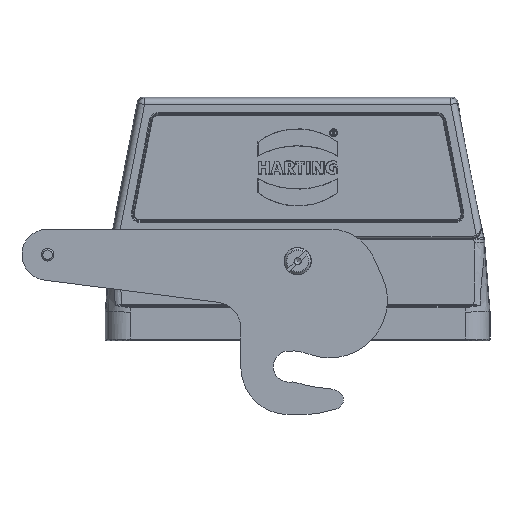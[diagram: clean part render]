
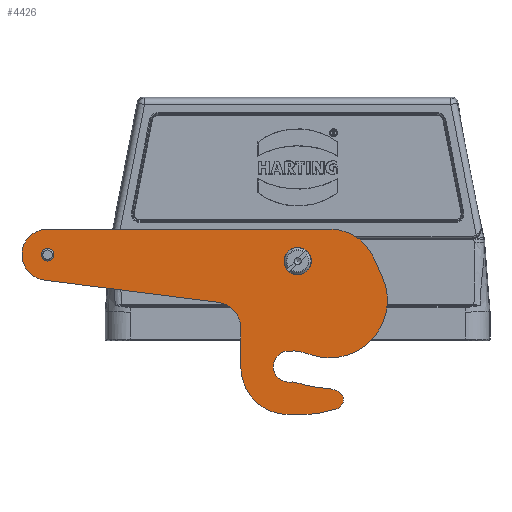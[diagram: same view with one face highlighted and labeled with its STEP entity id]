
A CAD part, front view. The second image highlights one B-rep face of the part: STEP entity #4426.
In plain terms, the highlighted planar face has unit normal (0, -1, 0).
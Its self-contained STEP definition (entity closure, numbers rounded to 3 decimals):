
#3872=FACE_BOUND('',#5750,.T.);
#3873=FACE_BOUND('',#5751,.T.);
#3874=FACE_BOUND('',#5752,.T.);
#4426=ADVANCED_FACE('',(#3872,#3873,#3874),#4655,.F.);
#4655=PLANE('',#13852);
#5750=EDGE_LOOP('',(#9583));
#5751=EDGE_LOOP('',(#9584,#9585,#9586,#9587,#9588,#9589,#9590,#9591,#9592,
#9593,#9594,#9595,#9596,#9597,#9598,#9599));
#5752=EDGE_LOOP('',(#9600));
#6467=LINE('',#22484,#7071);
#6468=LINE('',#22489,#7072);
#6469=LINE('',#22493,#7073);
#6470=LINE('',#22513,#7074);
#7071=VECTOR('',#16282,1.);
#7072=VECTOR('',#16285,1.);
#7073=VECTOR('',#16288,1.);
#7074=VECTOR('',#16307,1.);
#9583=ORIENTED_EDGE('',*,*,#11879,.T.);
#9584=ORIENTED_EDGE('',*,*,#11880,.F.);
#9585=ORIENTED_EDGE('',*,*,#11881,.F.);
#9586=ORIENTED_EDGE('',*,*,#11882,.F.);
#9587=ORIENTED_EDGE('',*,*,#11883,.F.);
#9588=ORIENTED_EDGE('',*,*,#11884,.F.);
#9589=ORIENTED_EDGE('',*,*,#11885,.F.);
#9590=ORIENTED_EDGE('',*,*,#11886,.F.);
#9591=ORIENTED_EDGE('',*,*,#11887,.F.);
#9592=ORIENTED_EDGE('',*,*,#11888,.F.);
#9593=ORIENTED_EDGE('',*,*,#11889,.F.);
#9594=ORIENTED_EDGE('',*,*,#11890,.F.);
#9595=ORIENTED_EDGE('',*,*,#11891,.F.);
#9596=ORIENTED_EDGE('',*,*,#11892,.F.);
#9597=ORIENTED_EDGE('',*,*,#11893,.F.);
#9598=ORIENTED_EDGE('',*,*,#11894,.F.);
#9599=ORIENTED_EDGE('',*,*,#11895,.F.);
#9600=ORIENTED_EDGE('',*,*,#11896,.T.);
#10572=VERTEX_POINT('',#22483);
#10573=VERTEX_POINT('',#22485);
#10574=VERTEX_POINT('',#22486);
#10575=VERTEX_POINT('',#22488);
#10576=VERTEX_POINT('',#22490);
#10577=VERTEX_POINT('',#22492);
#10578=VERTEX_POINT('',#22494);
#10579=VERTEX_POINT('',#22496);
#10580=VERTEX_POINT('',#22498);
#10581=VERTEX_POINT('',#22500);
#10582=VERTEX_POINT('',#22502);
#10583=VERTEX_POINT('',#22504);
#10584=VERTEX_POINT('',#22506);
#10585=VERTEX_POINT('',#22508);
#10586=VERTEX_POINT('',#22510);
#10587=VERTEX_POINT('',#22512);
#10588=VERTEX_POINT('',#22514);
#10589=VERTEX_POINT('',#22517);
#11879=EDGE_CURVE('',#10572,#10572,#12339,.T.);
#11880=EDGE_CURVE('',#10573,#10574,#6467,.T.);
#11881=EDGE_CURVE('',#10575,#10573,#12340,.T.);
#11882=EDGE_CURVE('',#10576,#10575,#6468,.T.);
#11883=EDGE_CURVE('',#10577,#10576,#12341,.T.);
#11884=EDGE_CURVE('',#10578,#10577,#6469,.T.);
#11885=EDGE_CURVE('',#10579,#10578,#12342,.T.);
#11886=EDGE_CURVE('',#10580,#10579,#12343,.T.);
#11887=EDGE_CURVE('',#10581,#10580,#12344,.T.);
#11888=EDGE_CURVE('',#10582,#10581,#12345,.T.);
#11889=EDGE_CURVE('',#10583,#10582,#12346,.T.);
#11890=EDGE_CURVE('',#10584,#10583,#12347,.T.);
#11891=EDGE_CURVE('',#10585,#10584,#12348,.T.);
#11892=EDGE_CURVE('',#10586,#10585,#12349,.T.);
#11893=EDGE_CURVE('',#10587,#10586,#12350,.T.);
#11894=EDGE_CURVE('',#10588,#10587,#6470,.T.);
#11895=EDGE_CURVE('',#10574,#10588,#12351,.T.);
#11896=EDGE_CURVE('',#10589,#10589,#12352,.T.);
#12339=CIRCLE('',#13838,2.8);
#12340=CIRCLE('',#13839,8.);
#12341=CIRCLE('',#13840,8.);
#12342=CIRCLE('',#13841,15.);
#12343=CIRCLE('',#13842,40.);
#12344=CIRCLE('',#13843,3.);
#12345=CIRCLE('',#13844,15.);
#12346=CIRCLE('',#13845,34.981);
#12347=CIRCLE('',#13846,5.);
#12348=CIRCLE('',#13847,4.85);
#12349=CIRCLE('',#13848,15.);
#12350=CIRCLE('',#13849,18.);
#12351=CIRCLE('',#13850,15.);
#12352=CIRCLE('',#13851,1.975);
#13838=AXIS2_PLACEMENT_3D('',#22482,#16280,#16281);
#13839=AXIS2_PLACEMENT_3D('',#22487,#16283,#16284);
#13840=AXIS2_PLACEMENT_3D('',#22491,#16286,#16287);
#13841=AXIS2_PLACEMENT_3D('',#22495,#16289,#16290);
#13842=AXIS2_PLACEMENT_3D('',#22497,#16291,#16292);
#13843=AXIS2_PLACEMENT_3D('',#22499,#16293,#16294);
#13844=AXIS2_PLACEMENT_3D('',#22501,#16295,#16296);
#13845=AXIS2_PLACEMENT_3D('',#22503,#16297,#16298);
#13846=AXIS2_PLACEMENT_3D('',#22505,#16299,#16300);
#13847=AXIS2_PLACEMENT_3D('',#22507,#16301,#16302);
#13848=AXIS2_PLACEMENT_3D('',#22509,#16303,#16304);
#13849=AXIS2_PLACEMENT_3D('',#22511,#16305,#16306);
#13850=AXIS2_PLACEMENT_3D('',#22515,#16308,#16309);
#13851=AXIS2_PLACEMENT_3D('',#22516,#16310,#16311);
#13852=AXIS2_PLACEMENT_3D('',#22518,#16312,#16313);
#16280=DIRECTION('',(0.,1.,0.));
#16281=DIRECTION('',(-1.,0.,0.));
#16282=DIRECTION('',(1.,0.,0.));
#16283=DIRECTION('',(0.,1.,0.));
#16284=DIRECTION('',(-1.,0.,0.));
#16285=DIRECTION('',(-0.992,0.,0.127));
#16286=DIRECTION('',(0.,-1.,0.));
#16287=DIRECTION('',(0.127,0.,0.992));
#16288=DIRECTION('',(0.,0.,1.));
#16289=DIRECTION('',(0.,1.,0.));
#16290=DIRECTION('',(-0.104,0.,-0.995));
#16291=DIRECTION('',(0.,1.,0.));
#16292=DIRECTION('',(0.31,0.,-0.951));
#16293=DIRECTION('',(0.,1.,0.));
#16294=DIRECTION('',(0.318,0.,0.948));
#16295=DIRECTION('',(0.,1.,0.));
#16296=DIRECTION('',(0.064,0.,0.998));
#16297=DIRECTION('',(0.,-1.,0.));
#16298=DIRECTION('',(-0.064,0.,-0.998));
#16299=DIRECTION('',(0.,1.,0.));
#16300=DIRECTION('',(-0.099,0.,0.995));
#16301=DIRECTION('',(0.,-1.,0.));
#16302=DIRECTION('',(0.099,0.,-0.995));
#16303=DIRECTION('',(0.,-1.,0.));
#16304=DIRECTION('',(-0.088,0.,0.996));
#16305=DIRECTION('',(0.,1.,0.));
#16306=DIRECTION('',(0.909,0.,0.417));
#16307=DIRECTION('',(0.417,0.,-0.909));
#16308=DIRECTION('',(0.,1.,0.));
#16309=DIRECTION('',(0.,0.,1.));
#16310=DIRECTION('',(0.,1.,0.));
#16311=DIRECTION('',(0.,0.,1.));
#16312=DIRECTION('',(0.,1.,0.));
#16313=DIRECTION('',(-1.,0.,0.));
#22482=CARTESIAN_POINT('',(0.,-26.,15.65));
#22483=CARTESIAN_POINT('',(-2.8,-26.,15.65));
#22484=CARTESIAN_POINT('',(-78.,-26.,25.65));
#22485=CARTESIAN_POINT('',(-78.,-26.,25.65));
#22486=CARTESIAN_POINT('',(10.,-26.,25.65));
#22487=CARTESIAN_POINT('',(-78.,-26.,17.65));
#22488=CARTESIAN_POINT('',(-79.013,-26.,9.714));
#22489=CARTESIAN_POINT('',(-24.737,-26.,2.786));
#22490=CARTESIAN_POINT('',(-24.737,-26.,2.786));
#22491=CARTESIAN_POINT('',(-25.75,-26.,-5.15));
#22492=CARTESIAN_POINT('',(-17.75,-26.,-5.15));
#22493=CARTESIAN_POINT('',(-17.75,-26.,-17.235));
#22494=CARTESIAN_POINT('',(-17.75,-26.,-17.235));
#22495=CARTESIAN_POINT('',(-2.75,-26.,-17.235));
#22496=CARTESIAN_POINT('',(-4.304,-26.,-32.155));
#22497=CARTESIAN_POINT('',(-0.161,-26.,7.63));
#22498=CARTESIAN_POINT('',(12.229,-26.,-30.402));
#22499=CARTESIAN_POINT('',(11.3,-26.,-27.55));
#22500=CARTESIAN_POINT('',(12.254,-26.,-24.706));
#22501=CARTESIAN_POINT('',(7.484,-26.,-38.927));
#22502=CARTESIAN_POINT('',(8.449,-26.,-23.958));
#22503=CARTESIAN_POINT('',(10.7,-26.,10.95));
#22504=CARTESIAN_POINT('',(-0.211,-26.,-22.286));
#22505=CARTESIAN_POINT('',(-1.77,-26.,-27.036));
#22506=CARTESIAN_POINT('',(-2.267,-26.,-22.061));
#22507=CARTESIAN_POINT('',(-2.75,-26.,-17.235));
#22508=CARTESIAN_POINT('',(-3.176,-26.,-12.404));
#22509=CARTESIAN_POINT('',(-1.858,-26.,-27.346));
#22510=CARTESIAN_POINT('',(3.532,-26.,-13.348));
#22511=CARTESIAN_POINT('',(10.,-26.,3.45));
#22512=CARTESIAN_POINT('',(26.363,-26.,10.95));
#22513=CARTESIAN_POINT('',(23.636,-26.,16.9));
#22514=CARTESIAN_POINT('',(23.636,-26.,16.9));
#22515=CARTESIAN_POINT('',(10.,-26.,10.65));
#22516=CARTESIAN_POINT('',(-78.,-26.,17.65));
#22517=CARTESIAN_POINT('',(-78.,-26.,19.625));
#22518=CARTESIAN_POINT('',(10.,-26.,10.65));
